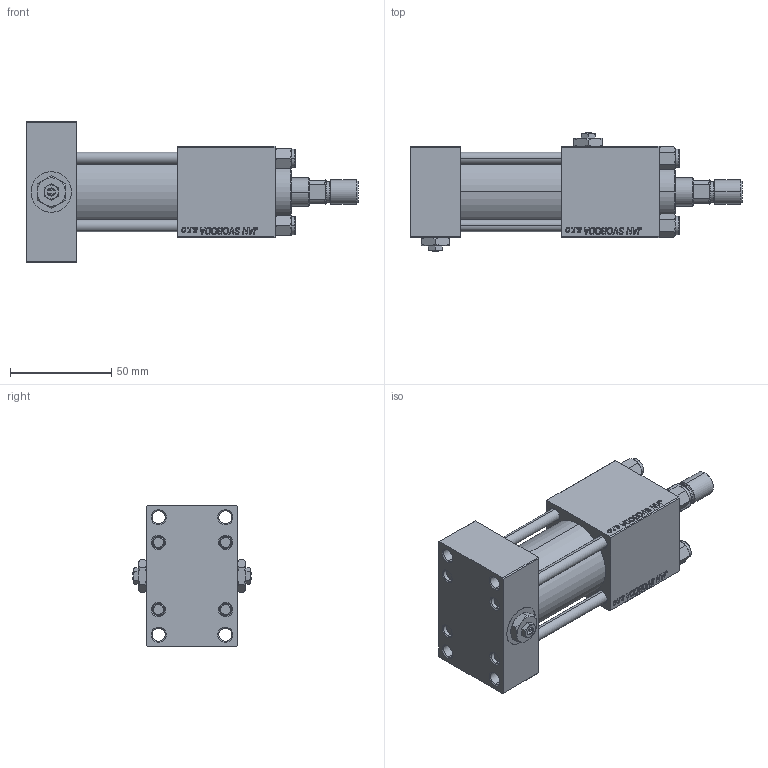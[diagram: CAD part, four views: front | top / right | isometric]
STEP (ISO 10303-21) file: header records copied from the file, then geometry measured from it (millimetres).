
FILE_DESCRIPTION (( 'STEP AP203' ), '1' );
FILE_NAME ('4bf2.STEP', '2023-08-22T22:56:04', ( '' ), ( '' ), 'SwSTEP 2.0', 'SolidWorks 2019', '' );
FILE_SCHEMA (( 'CONFIG_CONTROL_DESIGN' ));
Length unit declared in the file: millimetre
Products named in the file (8): V215_VC_A 0cc74006652b2d91c3286899e29701d4; V215CR_TYCINKA_E 0cc74006652b2d91c3286899e29701d4; Zatka_pro_OIL_PORT 0cc74006652b2d91c3286899e29701d4; ROD_END_AH 0cc74006652b2d91c3286899e29701d4; 4bf2; NUT_M5_E 0cc74006652b2d91c3286899e29701d4; V215CR_VCP_E 0cc74006652b2d91c3286899e29701d4; V215CR_E_Body 0cc74006652b2d91c3286899e29701d4
Assembly tree (14 placements, depth 2):
  4bf2
    V215CR_E_Body 0cc74006652b2d91c3286899e29701d4
    V215CR_VCP_E 0cc74006652b2d91c3286899e29701d4
    V215CR_TYCINKA_E 0cc74006652b2d91c3286899e29701d4  x4
    NUT_M5_E 0cc74006652b2d91c3286899e29701d4  x4
    V215_VC_A 0cc74006652b2d91c3286899e29701d4
    ROD_END_AH 0cc74006652b2d91c3286899e29701d4
    Zatka_pro_OIL_PORT 0cc74006652b2d91c3286899e29701d4  x2
Bounding box: 164 x 59 x 70 mm (x, y, z)
Volume: 221305.2 mm3; surface area: 78864 mm2
Topology: 14 solids, 14 shells, 1243 faces, 3102 edges, 1996 vertices
Faces by surface type: plane 546, bspline 392, cone 198, cylinder 97, torus 10
Entity records: 52184 total; most frequent: CARTESIAN_POINT 27609, ORIENTED_EDGE 5504, DIRECTION 3564, EDGE_CURVE 2752, VERTEX_POINT 1794, VECTOR 1610, LINE 1610, EDGE_LOOP 1218
